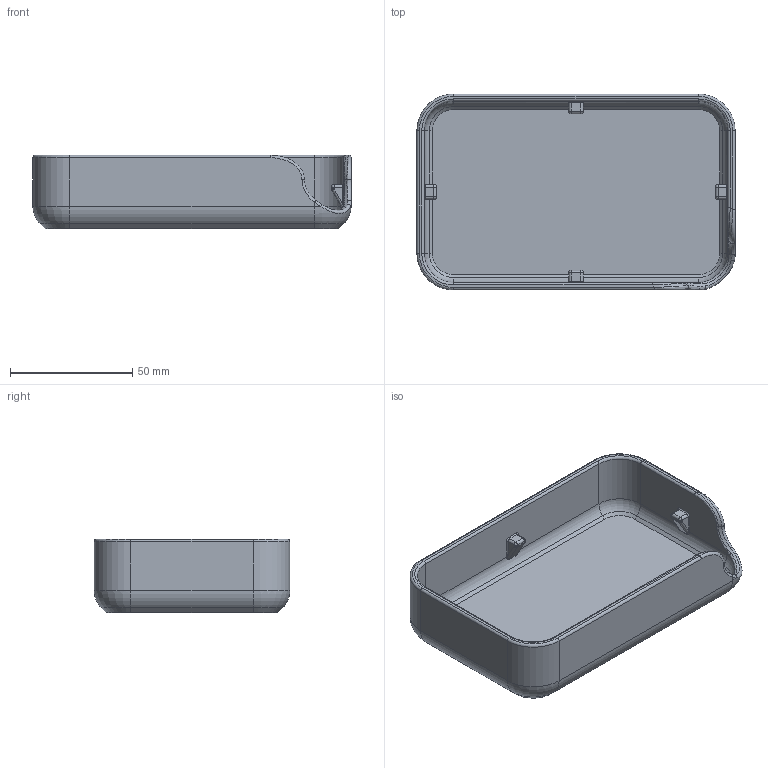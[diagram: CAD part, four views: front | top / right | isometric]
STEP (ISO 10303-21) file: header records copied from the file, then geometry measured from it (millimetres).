
FILE_DESCRIPTION (( 'STEP AP203' ), '1' );
FILE_NAME ('Box.STEP', '2014-10-15T07:24:43', ( 'Francesco' ), ( 'Hewlett-Packard' ), 'SwSTEP 2.0', 'SolidWorks 2011', '' );
FILE_SCHEMA (( 'CONFIG_CONTROL_DESIGN' ));
Length unit declared in the file: millimetre
Products named in the file (1): Box
Bounding box: 130 x 80 x 30 mm (x, y, z)
Volume: 57104.7 mm3; surface area: 38912.8 mm2
Topology: 1 solids, 1 shells, 192 faces, 438 edges, 232 vertices
Faces by surface type: cylinder 77, plane 39, bspline 30, torus 22, sphere 16, cone 8
Entity records: 6187 total; most frequent: CARTESIAN_POINT 2081, DIRECTION 874, ORIENTED_EDGE 844, EDGE_CURVE 422, AXIS2_PLACEMENT_3D 349, VERTEX_POINT 232, ADVANCED_FACE 192, EDGE_LOOP 192
